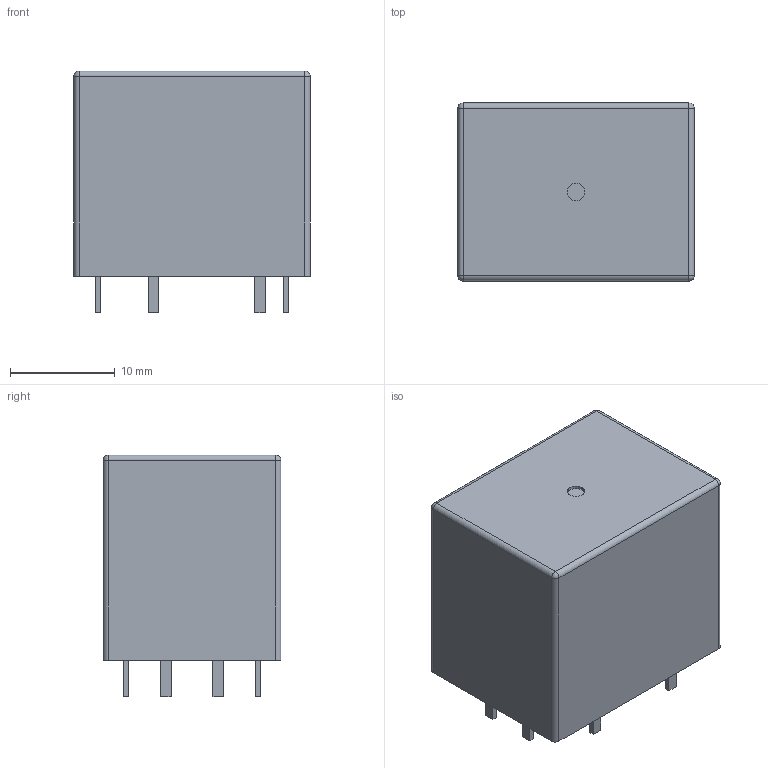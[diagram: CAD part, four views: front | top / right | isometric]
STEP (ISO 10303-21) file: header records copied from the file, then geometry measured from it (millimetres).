
FILE_DESCRIPTION (( 'STEP AP214' ), '1' );
FILE_NAME ('RELAY-TH_SRE-12VDC-SL-2C.step', '2022-07-09T14:11:24', ( '' ), ( '' ), 'SwSTEP 2.0', 'SolidWorks 2020', '' );
FILE_SCHEMA (( 'AUTOMOTIVE_DESIGN' ));
Length unit declared in the file: millimetre
Products named in the file (1): RELAY-TH_SRE-12VDC-SL-2C
Bounding box: 22.6 x 17.01 x 23.1 mm (x, y, z)
Volume: 7534.5 mm3; surface area: 2378.5 mm2
Topology: 1 solids, 1 shells, 344 faces, 913 edges, 602 vertices
Faces by surface type: plane 218, bspline 112, cylinder 10, sphere 4
Entity records: 14414 total; most frequent: CARTESIAN_POINT 3960, ORIENTED_EDGE 1818, DIRECTION 1167, EDGE_CURVE 909, LINE 661, VECTOR 661, VERTEX_POINT 602, EDGE_LOOP 379
